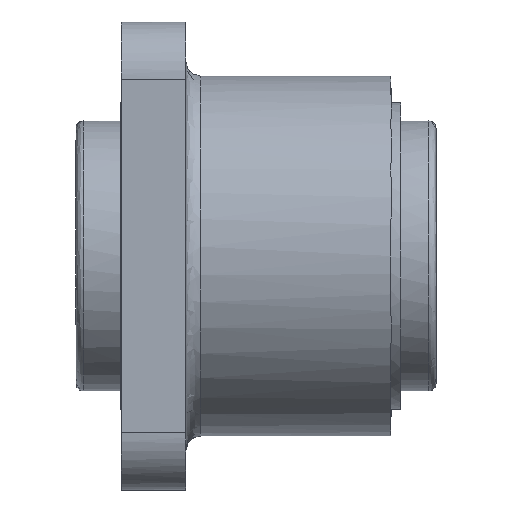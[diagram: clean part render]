
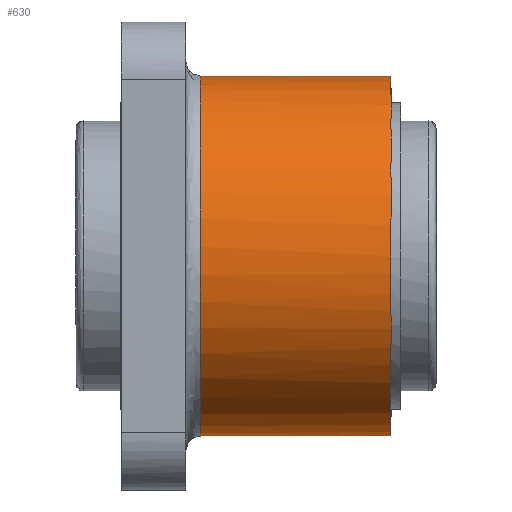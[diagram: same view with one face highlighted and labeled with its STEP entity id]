
A CAD part, front view. The second image highlights one B-rep face of the part: STEP entity #630.
In plain terms, the highlighted free-form (B-spline) face has degree [3, 1] with [7, 2] control points.
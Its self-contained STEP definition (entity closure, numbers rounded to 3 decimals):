
#10 = CARTESIAN_POINT ('', (87.5, -50., 0.));
#20 = VERTEX_POINT ('', #10);
#30 = CARTESIAN_POINT ('', (87.5, 50., 0.));
#40 = VERTEX_POINT ('', #30);
#50 = CARTESIAN_POINT ('', (87.5, -50., 0.));
#60 = CARTESIAN_POINT ('', (87.5, -50., 100.));
#70 = CARTESIAN_POINT ('', (87.5, 50., 100.));
#80 = CARTESIAN_POINT ('', (87.5, 50., 0.));
#90 = (
   BOUNDED_CURVE ()
   B_SPLINE_CURVE (3, (#50, #60, #70, #80), .UNSPECIFIED., .F., .U.)
   B_SPLINE_CURVE_WITH_KNOTS ((4, 4), (0., 1.), .UNSPECIFIED.)
   CURVE ()
   GEOMETRIC_REPRESENTATION_ITEM ()
   RATIONAL_B_SPLINE_CURVE ((1., 0.333, 0.333, 1.))
   REPRESENTATION_ITEM ('')
);
#100 = EDGE_CURVE ('', #20, #40, #90, .T.);
#110 = ORIENTED_EDGE ('', *, *, #100, .T.);
#120 = CARTESIAN_POINT ('', (34.5, 50., 0.));
#130 = VERTEX_POINT ('', #120);
#140 = CARTESIAN_POINT ('', (87.5, 50., 0.));
#150 = CARTESIAN_POINT ('', (34.5, 50., 0.));
#160 = B_SPLINE_CURVE_WITH_KNOTS ('', 1, (#140, #150), .UNSPECIFIED., .F., .U., (2, 2), (0., 1.), .UNSPECIFIED.);
#170 = EDGE_CURVE ('', #40, #130, #160, .T.);
#180 = ORIENTED_EDGE ('', *, *, #170, .T.);
#190 = CARTESIAN_POINT ('', (34.5, 0., -50.));
#200 = VERTEX_POINT ('', #190);
#210 = CARTESIAN_POINT ('', (34.5, 0., -50.));
#220 = CARTESIAN_POINT ('', (34.5, -100., -50.));
#230 = CARTESIAN_POINT ('', (34.5, -100., 50.));
#240 = CARTESIAN_POINT ('', (34.5, 0., 50.));
#250 = CARTESIAN_POINT ('', (34.5, 25., 50.));
#260 = CARTESIAN_POINT ('', (34.5, 50., 33.333));
#270 = CARTESIAN_POINT ('', (34.5, 50., 0.));
#280 = (
   BOUNDED_CURVE ()
   B_SPLINE_CURVE (3, (#210, #220, #230, #240, #250, #260, #270), .UNSPECIFIED., .F., .U.)
   B_SPLINE_CURVE_WITH_KNOTS ((4, 3, 4), (0., 0.667, 1.), .UNSPECIFIED.)
   CURVE ()
   GEOMETRIC_REPRESENTATION_ITEM ()
   RATIONAL_B_SPLINE_CURVE ((0.957, 0.319, 0.319, 0.957, 0.638, 0.478, 0.478))
   REPRESENTATION_ITEM ('')
);
#290 = EDGE_CURVE ('', #200, #130, #280, .T.);
#300 = ORIENTED_EDGE ('', *, *, #290, .F.);
#310 = CARTESIAN_POINT ('', (34.5, 50., 0.));
#320 = CARTESIAN_POINT ('', (34.5, 50., -33.333));
#330 = CARTESIAN_POINT ('', (34.5, 25., -50.));
#340 = CARTESIAN_POINT ('', (34.5, 0., -50.));
#350 = (
   BOUNDED_CURVE ()
   B_SPLINE_CURVE (3, (#310, #320, #330, #340), .UNSPECIFIED., .F., .U.)
   B_SPLINE_CURVE_WITH_KNOTS ((4, 4), (0., 1.), .UNSPECIFIED.)
   CURVE ()
   GEOMETRIC_REPRESENTATION_ITEM ()
   RATIONAL_B_SPLINE_CURVE ((0.478, 0.478, 0.638, 0.957))
   REPRESENTATION_ITEM ('')
);
#360 = EDGE_CURVE ('', #130, #200, #350, .T.);
#370 = ORIENTED_EDGE ('', *, *, #360, .F.);
#380 = ORIENTED_EDGE ('', *, *, #170, .F.);
#390 = CARTESIAN_POINT ('', (87.5, 50., 0.));
#400 = CARTESIAN_POINT ('', (87.5, 50., -100.));
#410 = CARTESIAN_POINT ('', (87.5, -50., -100.));
#420 = CARTESIAN_POINT ('', (87.5, -50., 0.));
#430 = (
   BOUNDED_CURVE ()
   B_SPLINE_CURVE (3, (#390, #400, #410, #420), .UNSPECIFIED., .F., .U.)
   B_SPLINE_CURVE_WITH_KNOTS ((4, 4), (0., 1.), .UNSPECIFIED.)
   CURVE ()
   GEOMETRIC_REPRESENTATION_ITEM ()
   RATIONAL_B_SPLINE_CURVE ((1., 0.333, 0.333, 1.))
   REPRESENTATION_ITEM ('')
);
#440 = EDGE_CURVE ('', #40, #20, #430, .T.);
#450 = ORIENTED_EDGE ('', *, *, #440, .T.);
#460 = EDGE_LOOP ('', (#110, #180, #300, #370, #380, #450));
#470 = FACE_OUTER_BOUND ('', #460, .T.);
#480 = CARTESIAN_POINT ('', (29.2, 50., 0.));
#490 = CARTESIAN_POINT ('', (92.8, 50., 0.));
#500 = CARTESIAN_POINT ('', (29.2, 50., 100.));
#510 = CARTESIAN_POINT ('', (92.8, 50., 100.));
#520 = CARTESIAN_POINT ('', (29.2, -50., 100.));
#530 = CARTESIAN_POINT ('', (92.8, -50., 100.));
#540 = CARTESIAN_POINT ('', (29.2, -50., 0.));
#550 = CARTESIAN_POINT ('', (92.8, -50., 0.));
#560 = CARTESIAN_POINT ('', (29.2, -50., -100.));
#570 = CARTESIAN_POINT ('', (92.8, -50., -100.));
#580 = CARTESIAN_POINT ('', (29.2, 50., -100.));
#590 = CARTESIAN_POINT ('', (92.8, 50., -100.));
#600 = CARTESIAN_POINT ('', (29.2, 50., 0.));
#610 = CARTESIAN_POINT ('', (92.8, 50., 0.));
#620 = (
   BOUNDED_SURFACE ()
   B_SPLINE_SURFACE (3, 1, ((#480, #490), (#500, #510), (#520, #530), (#540, #550), (#560, #570), (#580, #590), (#600, #610)), .UNSPECIFIED., .T., .F., .U.)
   B_SPLINE_SURFACE_WITH_KNOTS ((4, 3, 4), (2, 2), (0., 0.5, 1.), (0., 1.), .UNSPECIFIED.)
   SURFACE ()
   GEOMETRIC_REPRESENTATION_ITEM ()
   RATIONAL_B_SPLINE_SURFACE (((1., 1.), (0.333, 0.333), (0.333, 0.333), (1., 1.), (0.333, 0.333), (0.333, 0.333), (1., 1.)))
   REPRESENTATION_ITEM ('')
);
#630 = ADVANCED_FACE ('', (#470), #620, .T.);
